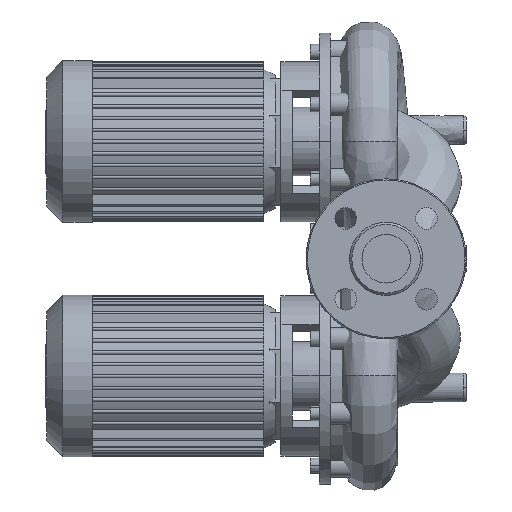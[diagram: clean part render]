
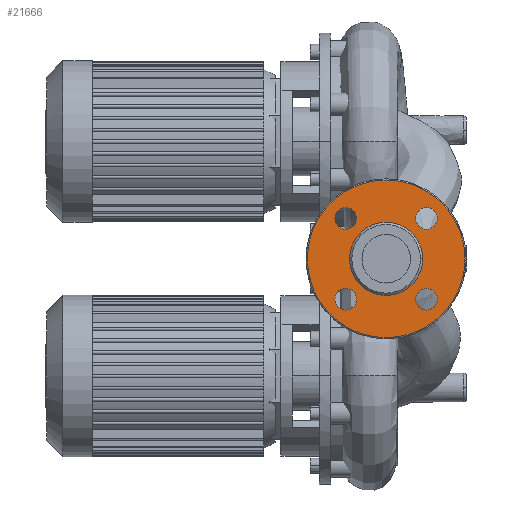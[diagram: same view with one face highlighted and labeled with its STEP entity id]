
A CAD part, left-side view. The second image highlights one B-rep face of the part: STEP entity #21666.
In plain terms, the highlighted planar face has unit normal (-1, 0, 0).
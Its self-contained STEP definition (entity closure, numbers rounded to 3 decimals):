
#21254=CARTESIAN_POINT('',(2.,0.,-69.));
#21255=VERTEX_POINT('',#21254);
#21273=CARTESIAN_POINT('',(2.,0.,69.));
#21274=VERTEX_POINT('',#21273);
#21282=CARTESIAN_POINT('',(2.,0.0,0.0));
#21283=DIRECTION('',(1.0,0.0,0.0));
#21284=DIRECTION('',(0.0,1.0,0.0));
#21285=AXIS2_PLACEMENT_3D('',#21282,#21283,#21284);
#21286=CIRCLE('',#21285,69.);
#21287=EDGE_CURVE('',#21274,#21255,#21286,.T.);
#21297=CARTESIAN_POINT('',(2.,32.,0.));
#21298=VERTEX_POINT('',#21297);
#21307=CARTESIAN_POINT('',(2.,-32.,0.));
#21308=VERTEX_POINT('',#21307);
#21309=CARTESIAN_POINT('',(2.,0.0,0.0));
#21310=DIRECTION('',(1.0,0.0,0.0));
#21311=DIRECTION('',(0.0,1.0,0.0));
#21312=AXIS2_PLACEMENT_3D('',#21309,#21310,#21311);
#21313=CIRCLE('',#21312,32.);
#21314=EDGE_CURVE('',#21308,#21298,#21313,.T.);
#21339=CARTESIAN_POINT('',(2.,35.355,25.855));
#21340=VERTEX_POINT('',#21339);
#21349=CARTESIAN_POINT('',(2.,35.355,44.855));
#21350=VERTEX_POINT('',#21349);
#21351=CARTESIAN_POINT('',(2.,35.355,35.355));
#21352=DIRECTION('',(1.0,0.0,0.0));
#21353=DIRECTION('',(0.0,0.0,-1.0));
#21354=AXIS2_PLACEMENT_3D('',#21351,#21352,#21353);
#21355=CIRCLE('',#21354,9.5);
#21356=EDGE_CURVE('',#21350,#21340,#21355,.T.);
#21381=CARTESIAN_POINT('',(2.,-25.855,35.355));
#21382=VERTEX_POINT('',#21381);
#21391=CARTESIAN_POINT('',(2.,-44.855,35.355));
#21392=VERTEX_POINT('',#21391);
#21393=CARTESIAN_POINT('',(2.,-35.355,35.355));
#21394=DIRECTION('',(1.0,0.0,0.0));
#21395=DIRECTION('',(0.0,1.0,0.0));
#21396=AXIS2_PLACEMENT_3D('',#21393,#21394,#21395);
#21397=CIRCLE('',#21396,9.5);
#21398=EDGE_CURVE('',#21392,#21382,#21397,.T.);
#21423=CARTESIAN_POINT('',(2.,-35.355,-25.855));
#21424=VERTEX_POINT('',#21423);
#21433=CARTESIAN_POINT('',(2.,-35.355,-44.855));
#21434=VERTEX_POINT('',#21433);
#21435=CARTESIAN_POINT('',(2.,-35.355,-35.355));
#21436=DIRECTION('',(1.0,0.0,0.0));
#21437=DIRECTION('',(0.0,0.0,1.0));
#21438=AXIS2_PLACEMENT_3D('',#21435,#21436,#21437);
#21439=CIRCLE('',#21438,9.5);
#21440=EDGE_CURVE('',#21434,#21424,#21439,.T.);
#21465=CARTESIAN_POINT('',(2.,25.855,-35.355));
#21466=VERTEX_POINT('',#21465);
#21475=CARTESIAN_POINT('',(2.,44.855,-35.355));
#21476=VERTEX_POINT('',#21475);
#21477=CARTESIAN_POINT('',(2.,35.355,-35.355));
#21478=DIRECTION('',(1.0,0.0,0.0));
#21479=DIRECTION('',(0.0,-1.0,0.0));
#21480=AXIS2_PLACEMENT_3D('',#21477,#21478,#21479);
#21481=CIRCLE('',#21480,9.5);
#21482=EDGE_CURVE('',#21476,#21466,#21481,.T.);
#21516=CARTESIAN_POINT('',(2.,35.355,-35.355));
#21517=DIRECTION('',(1.0,0.0,0.0));
#21518=DIRECTION('',(0.0,-1.0,0.0));
#21519=AXIS2_PLACEMENT_3D('',#21516,#21517,#21518);
#21520=CIRCLE('',#21519,9.5);
#21521=EDGE_CURVE('',#21466,#21476,#21520,.T.);
#21540=CARTESIAN_POINT('',(2.,-35.355,-35.355));
#21541=DIRECTION('',(1.0,0.0,0.0));
#21542=DIRECTION('',(0.0,0.0,1.0));
#21543=AXIS2_PLACEMENT_3D('',#21540,#21541,#21542);
#21544=CIRCLE('',#21543,9.5);
#21545=EDGE_CURVE('',#21424,#21434,#21544,.T.);
#21564=CARTESIAN_POINT('',(2.,-35.355,35.355));
#21565=DIRECTION('',(1.0,0.0,0.0));
#21566=DIRECTION('',(0.0,1.0,0.0));
#21567=AXIS2_PLACEMENT_3D('',#21564,#21565,#21566);
#21568=CIRCLE('',#21567,9.5);
#21569=EDGE_CURVE('',#21382,#21392,#21568,.T.);
#21588=CARTESIAN_POINT('',(2.,35.355,35.355));
#21589=DIRECTION('',(1.0,0.0,0.0));
#21590=DIRECTION('',(0.0,0.0,-1.0));
#21591=AXIS2_PLACEMENT_3D('',#21588,#21589,#21590);
#21592=CIRCLE('',#21591,9.5);
#21593=EDGE_CURVE('',#21340,#21350,#21592,.T.);
#21612=CARTESIAN_POINT('',(2.,0.0,0.0));
#21613=DIRECTION('',(1.0,0.0,0.0));
#21614=DIRECTION('',(0.0,1.0,0.0));
#21615=AXIS2_PLACEMENT_3D('',#21612,#21613,#21614);
#21616=CIRCLE('',#21615,32.);
#21617=EDGE_CURVE('',#21298,#21308,#21616,.T.);
#21622=CARTESIAN_POINT('',(2.,50.5,0.));
#21623=DIRECTION('',(-1.0,0.0,0.0));
#21624=DIRECTION('',(0.0,0.0,1.0));
#21625=AXIS2_PLACEMENT_3D('',#21622,#21623,#21624);
#21626=PLANE('',#21625);
#21627=CARTESIAN_POINT('',(2.,69.,0.));
#21628=VERTEX_POINT('',#21627);
#21629=CARTESIAN_POINT('',(2.,0.0,0.0));
#21630=DIRECTION('',(1.0,0.0,0.0));
#21631=DIRECTION('',(0.0,1.0,0.0));
#21632=AXIS2_PLACEMENT_3D('',#21629,#21630,#21631);
#21633=CIRCLE('',#21632,69.);
#21634=EDGE_CURVE('',#21628,#21274,#21633,.T.);
#21635=ORIENTED_EDGE('',*,*,#21634,.F.);
#21636=CARTESIAN_POINT('',(2.,0.0,0.0));
#21637=DIRECTION('',(1.0,0.0,0.0));
#21638=DIRECTION('',(0.0,1.0,0.0));
#21639=AXIS2_PLACEMENT_3D('',#21636,#21637,#21638);
#21640=CIRCLE('',#21639,69.);
#21641=EDGE_CURVE('',#21255,#21628,#21640,.T.);
#21642=ORIENTED_EDGE('',*,*,#21641,.F.);
#21643=ORIENTED_EDGE('',*,*,#21287,.F.);
#21644=EDGE_LOOP('',(#21635,#21642,#21643));
#21645=FACE_OUTER_BOUND('',#21644,.T.);
#21646=ORIENTED_EDGE('',*,*,#21482,.T.);
#21647=ORIENTED_EDGE('',*,*,#21521,.T.);
#21648=EDGE_LOOP('',(#21646,#21647));
#21649=FACE_BOUND('',#21648,.T.);
#21650=ORIENTED_EDGE('',*,*,#21440,.T.);
#21651=ORIENTED_EDGE('',*,*,#21545,.T.);
#21652=EDGE_LOOP('',(#21650,#21651));
#21653=FACE_BOUND('',#21652,.T.);
#21654=ORIENTED_EDGE('',*,*,#21398,.T.);
#21655=ORIENTED_EDGE('',*,*,#21569,.T.);
#21656=EDGE_LOOP('',(#21654,#21655));
#21657=FACE_BOUND('',#21656,.T.);
#21658=ORIENTED_EDGE('',*,*,#21356,.T.);
#21659=ORIENTED_EDGE('',*,*,#21593,.T.);
#21660=EDGE_LOOP('',(#21658,#21659));
#21661=FACE_BOUND('',#21660,.T.);
#21662=ORIENTED_EDGE('',*,*,#21617,.T.);
#21663=ORIENTED_EDGE('',*,*,#21314,.T.);
#21664=EDGE_LOOP('',(#21662,#21663));
#21665=FACE_BOUND('',#21664,.T.);
#21666=ADVANCED_FACE('',(#21645,#21649,#21653,#21657,#21661,#21665),#21626,.T.);
